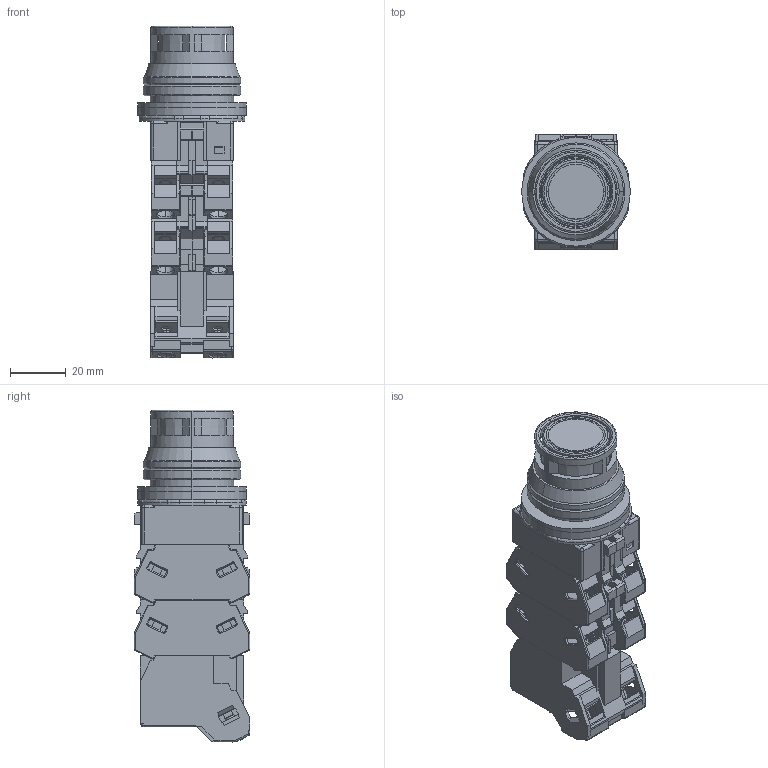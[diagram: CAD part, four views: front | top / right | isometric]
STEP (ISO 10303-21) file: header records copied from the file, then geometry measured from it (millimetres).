
FILE_DESCRIPTION (( 'STEP AP203' ), '1' );
FILE_NAME ('OUTSIDE-ALFN2_AOLFN216or26.STEP', '2017-03-14T07:22:58', ( '' ), ( '' ), 'SwSTEP 2.0', 'SolidWorks 2014', '' );
FILE_SCHEMA (( 'CONFIG_CONTROL_DESIGN' ));
Length unit declared in the file: millimetre
Products named in the file (8): OUTSIDE-HW-U; OUTSIDE-ALFN2_AOLFN216or26; OUTSIDE-OW-11; OUTSIDE-ALN2FL_FULL-GUARD; OUTSIDE-ALN2_AOLN2_BODY; OUTSIDE-N-TYPE-PB-LOCK-NUT; OUTSIDE-HW-T; OUTSIDE-OW-12
Assembly tree (10 placements, depth 2):
  OUTSIDE-ALFN2_AOLFN216or26
    OUTSIDE-ALN2_AOLN2_BODY
    OUTSIDE-OW-12
    OUTSIDE-OW-11
    OUTSIDE-N-TYPE-PB-LOCK-NUT
    OUTSIDE-HW-U  x4
    OUTSIDE-ALN2FL_FULL-GUARD
    OUTSIDE-HW-T
Bounding box: 39 x 41.4 x 119.1 mm (x, y, z)
Volume: 105278.9 mm3; surface area: 43447.1 mm2
Topology: 11 solids, 13 shells, 1575 faces, 4316 edges, 2776 vertices
Faces by surface type: plane 956, cylinder 389, bspline 170, cone 36, torus 16, sphere 8
Entity records: 27223 total; most frequent: CARTESIAN_POINT 6953, ORIENTED_EDGE 4180, DIRECTION 3869, EDGE_CURVE 2090, LINE 1461, VECTOR 1461, VERTEX_POINT 1358, AXIS2_PLACEMENT_3D 1204
